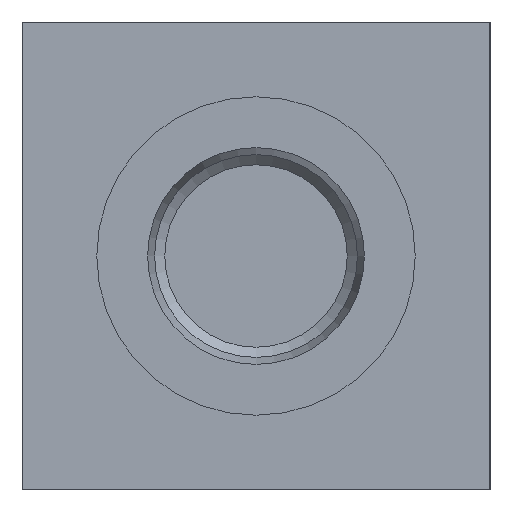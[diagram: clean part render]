
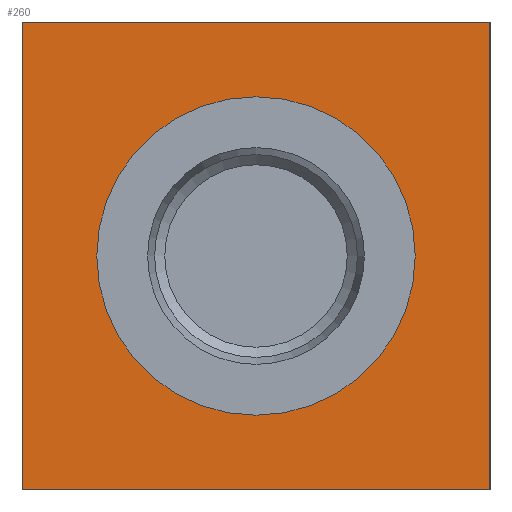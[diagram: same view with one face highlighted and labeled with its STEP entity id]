
A CAD part, left-side view. The second image highlights one B-rep face of the part: STEP entity #260.
In plain terms, the highlighted planar face has unit normal (-1, 0, 0).
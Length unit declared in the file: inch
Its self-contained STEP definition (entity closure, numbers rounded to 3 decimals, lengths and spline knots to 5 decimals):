
#260 = ADVANCED_FACE( '', ( #637, #638 ), #639, .F. );
#637 = FACE_BOUND( '', #1154, .T. );
#638 = FACE_OUTER_BOUND( '', #1155, .T. );
#639 = PLANE( '', #1156 );
#1154 = EDGE_LOOP( '', ( #1902 ) );
#1155 = EDGE_LOOP( '', ( #1903, #1904, #1905, #1906 ) );
#1156 = AXIS2_PLACEMENT_3D( '', #1907, #1908, #1909 );
#1902 = ORIENTED_EDGE( '', *, *, #2996, .T. );
#1903 = ORIENTED_EDGE( '', *, *, #3069, .F. );
#1904 = ORIENTED_EDGE( '', *, *, #3070, .F. );
#1905 = ORIENTED_EDGE( '', *, *, #3071, .F. );
#1906 = ORIENTED_EDGE( '', *, *, #2881, .F. );
#1907 = CARTESIAN_POINT( '', ( 0., 0., 0. ) );
#1908 = DIRECTION( '', ( 1., 0., 0. ) );
#1909 = DIRECTION( '', ( 0., 0., -1. ) );
#2881 = EDGE_CURVE( '', #3417, #3418, #3419, .T. );
#2996 = EDGE_CURVE( '', #3618, #3618, #3619, .T. );
#3069 = EDGE_CURVE( '', #3734, #3417, #3735, .T. );
#3070 = EDGE_CURVE( '', #3736, #3734, #3737, .T. );
#3071 = EDGE_CURVE( '', #3418, #3736, #3738, .T. );
#3417 = VERTEX_POINT( '', #4189 );
#3418 = VERTEX_POINT( '', #4190 );
#3419 = LINE( '', #4191, #4192 );
#3618 = VERTEX_POINT( '', #4460 );
#3619 = CIRCLE( '', #4461, 0.5955 );
#3734 = VERTEX_POINT( '', #4614 );
#3735 = LINE( '', #4615, #4616 );
#3736 = VERTEX_POINT( '', #4617 );
#3737 = LINE( '', #4618, #4619 );
#3738 = LINE( '', #4620, #4621 );
#4189 = CARTESIAN_POINT( '', ( 0., 1.75, 1.75 ) );
#4190 = CARTESIAN_POINT( '', ( 0., 0., 1.75 ) );
#4191 = CARTESIAN_POINT( '', ( 0., 1.75, 1.75 ) );
#4192 = VECTOR( '', #5176, 39.37008 );
#4460 = CARTESIAN_POINT( '', ( 0., 0.875, 0.2795 ) );
#4461 = AXIS2_PLACEMENT_3D( '', #5333, #5334, #5335 );
#4614 = CARTESIAN_POINT( '', ( 0., 1.75, 0. ) );
#4615 = CARTESIAN_POINT( '', ( 0., 1.75, 0. ) );
#4616 = VECTOR( '', #5416, 39.37008 );
#4617 = CARTESIAN_POINT( '', ( 0., 0., 0. ) );
#4618 = CARTESIAN_POINT( '', ( 0., 0., 0. ) );
#4619 = VECTOR( '', #5417, 39.37008 );
#4620 = CARTESIAN_POINT( '', ( 0., 0., 1.75 ) );
#4621 = VECTOR( '', #5418, 39.37008 );
#5176 = DIRECTION( '', ( 0., -1., 0. ) );
#5333 = CARTESIAN_POINT( '', ( 0., 0.875, 0.875 ) );
#5334 = DIRECTION( '', ( 1., 0., 0. ) );
#5335 = DIRECTION( '', ( 0., 0., -1. ) );
#5416 = DIRECTION( '', ( 0., 0., 1. ) );
#5417 = DIRECTION( '', ( 0., 1., 0. ) );
#5418 = DIRECTION( '', ( 0., 0., -1. ) );
